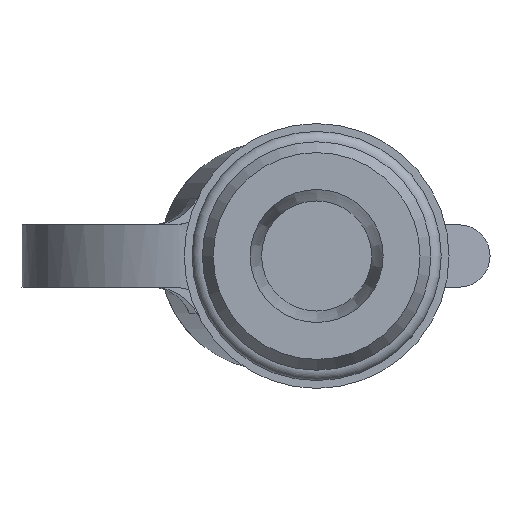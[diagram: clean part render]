
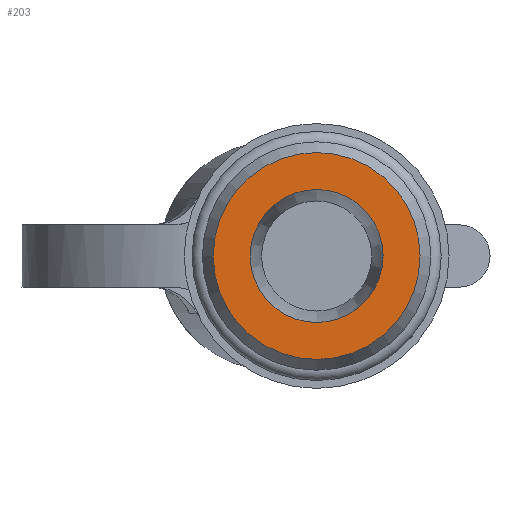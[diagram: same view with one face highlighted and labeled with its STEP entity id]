
A CAD part, front view. The second image highlights one B-rep face of the part: STEP entity #203.
In plain terms, the highlighted planar face has unit normal (0, -1, 0).
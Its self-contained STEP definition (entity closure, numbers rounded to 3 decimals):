
#203 = ADVANCED_FACE( 'NONE', ( #510, #511 ), #512, .T. );
#510 = FACE_OUTER_BOUND( '', #2036, .T. );
#511 = FACE_BOUND( '', #2037, .T. );
#512 = PLANE( '', #2038 );
#2036 = EDGE_LOOP( '', ( #2948 ) );
#2037 = EDGE_LOOP( '', ( #2949 ) );
#2038 = AXIS2_PLACEMENT_3D( '', #2950, #2951, #2952 );
#2948 = ORIENTED_EDGE( '', *, *, #3289, .T. );
#2949 = ORIENTED_EDGE( '', *, *, #3062, .F. );
#2950 = CARTESIAN_POINT( '', ( 0., 0., 0. ) );
#2951 = DIRECTION( '', ( 0., -1., 0. ) );
#2952 = DIRECTION( '', ( 0., 0., -1. ) );
#3062 = EDGE_CURVE( 'NONE', #3425, #3425, #3426, .T. );
#3289 = EDGE_CURVE( 'NONE', #3809, #3809, #3810, .T. );
#3425 = VERTEX_POINT( '', #4576 );
#3426 = CIRCLE( '', #4577, 6.4 );
#3809 = VERTEX_POINT( '', #5287 );
#3810 = CIRCLE( '', #5288, 9.961 );
#4576 = CARTESIAN_POINT( '', ( 0., 0., -6.4 ) );
#4577 = AXIS2_PLACEMENT_3D( '', #5407, #5408, #5409 );
#5287 = CARTESIAN_POINT( '', ( 0., 0., -9.961 ) );
#5288 = AXIS2_PLACEMENT_3D( '', #5692, #5693, #5694 );
#5407 = CARTESIAN_POINT( '', ( 0., 0., 0. ) );
#5408 = DIRECTION( '', ( 0., -1., 0. ) );
#5409 = DIRECTION( '', ( 0., 0., -1. ) );
#5692 = CARTESIAN_POINT( '', ( 0., 0., 0. ) );
#5693 = DIRECTION( '', ( 0., -1., 0. ) );
#5694 = DIRECTION( '', ( 0., 0., -1. ) );
